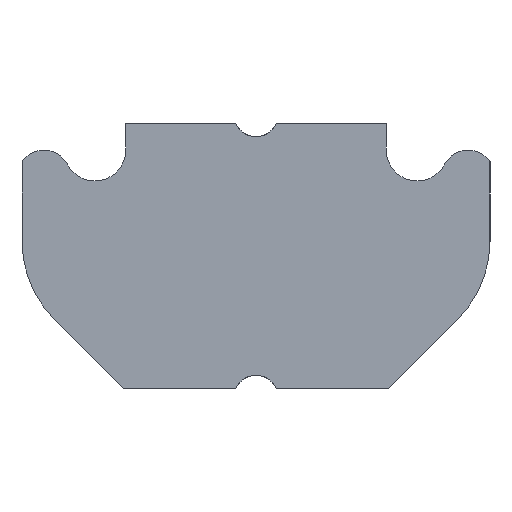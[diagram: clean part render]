
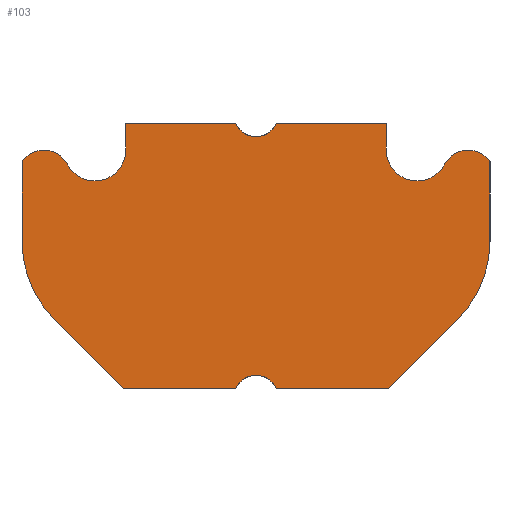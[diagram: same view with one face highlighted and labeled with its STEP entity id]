
A CAD part, left-side view. The second image highlights one B-rep face of the part: STEP entity #103.
In plain terms, the highlighted planar face has unit normal (-1, 0, 0).
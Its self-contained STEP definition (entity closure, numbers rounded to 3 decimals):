
#103 = ADVANCED_FACE( '', ( #202 ), #203, .T. );
#202 = FACE_OUTER_BOUND( '', #292, .T. );
#203 = PLANE( '', #293 );
#292 = EDGE_LOOP( '', ( #543, #544, #545, #546, #547, #548, #549, #550, #551, #552, #553, #554, #555, #556, #557, #558, #559, #560, #561 ) );
#293 = AXIS2_PLACEMENT_3D( '', #562, #563, #564 );
#543 = ORIENTED_EDGE( '', *, *, #634, .T. );
#544 = ORIENTED_EDGE( '', *, *, #660, .T. );
#545 = ORIENTED_EDGE( '', *, *, #601, .T. );
#546 = ORIENTED_EDGE( '', *, *, #590, .T. );
#547 = ORIENTED_EDGE( '', *, *, #569, .F. );
#548 = ORIENTED_EDGE( '', *, *, #577, .T. );
#549 = ORIENTED_EDGE( '', *, *, #667, .T. );
#550 = ORIENTED_EDGE( '', *, *, #611, .T. );
#551 = ORIENTED_EDGE( '', *, *, #615, .T. );
#552 = ORIENTED_EDGE( '', *, *, #606, .T. );
#553 = ORIENTED_EDGE( '', *, *, #662, .T. );
#554 = ORIENTED_EDGE( '', *, *, #582, .F. );
#555 = ORIENTED_EDGE( '', *, *, #648, .T. );
#556 = ORIENTED_EDGE( '', *, *, #671, .T. );
#557 = ORIENTED_EDGE( '', *, *, #658, .F. );
#558 = ORIENTED_EDGE( '', *, *, #669, .T. );
#559 = ORIENTED_EDGE( '', *, *, #586, .T. );
#560 = ORIENTED_EDGE( '', *, *, #638, .F. );
#561 = ORIENTED_EDGE( '', *, *, #654, .F. );
#562 = CARTESIAN_POINT( '', ( 0., -5.3, 3. ) );
#563 = DIRECTION( '', ( -1., 0., 0. ) );
#564 = DIRECTION( '', ( 0., -1., 0. ) );
#569 = EDGE_CURVE( '', #679, #674, #681, .T. );
#577 = EDGE_CURVE( '', #679, #693, #695, .T. );
#582 = EDGE_CURVE( '', #702, #698, #704, .T. );
#586 = EDGE_CURVE( '', #711, #709, #712, .T. );
#590 = EDGE_CURVE( '', #717, #674, #718, .T. );
#601 = EDGE_CURVE( '', #734, #717, #735, .T. );
#606 = EDGE_CURVE( '', #743, #741, #744, .T. );
#611 = EDGE_CURVE( '', #752, #750, #753, .T. );
#615 = EDGE_CURVE( '', #750, #743, #757, .T. );
#634 = EDGE_CURVE( '', #787, #785, #788, .T. );
#638 = EDGE_CURVE( '', #791, #709, #793, .T. );
#648 = EDGE_CURVE( '', #702, #804, #806, .T. );
#654 = EDGE_CURVE( '', #787, #791, #814, .T. );
#658 = EDGE_CURVE( '', #818, #816, #820, .T. );
#660 = EDGE_CURVE( '', #785, #734, #822, .T. );
#662 = EDGE_CURVE( '', #741, #698, #824, .T. );
#667 = EDGE_CURVE( '', #693, #752, #829, .T. );
#669 = EDGE_CURVE( '', #818, #711, #831, .T. );
#671 = EDGE_CURVE( '', #804, #816, #833, .T. );
#674 = VERTEX_POINT( '', #836 );
#679 = VERTEX_POINT( '', #851 );
#681 = CIRCLE( '', #854, 0.5 );
#693 = VERTEX_POINT( '', #869 );
#695 = LINE( '', #872, #873 );
#698 = VERTEX_POINT( '', #876 );
#702 = VERTEX_POINT( '', #881 );
#704 = CIRCLE( '', #884, 0.7 );
#709 = VERTEX_POINT( '', #890 );
#711 = VERTEX_POINT( '', #893 );
#712 = LINE( '', #894, #895 );
#717 = VERTEX_POINT( '', #901 );
#718 = LINE( '', #902, #903 );
#734 = VERTEX_POINT( '', #933 );
#735 = LINE( '', #934, #935 );
#741 = VERTEX_POINT( '', #943 );
#743 = VERTEX_POINT( '', #946 );
#744 = LINE( '', #947, #948 );
#750 = VERTEX_POINT( '', #955 );
#752 = VERTEX_POINT( '', #958 );
#753 = CIRCLE( '', #959, 2.5 );
#757 = LINE( '', #965, #966 );
#785 = VERTEX_POINT( '', #1019 );
#787 = VERTEX_POINT( '', #1022 );
#788 = LINE( '', #1023, #1024 );
#791 = VERTEX_POINT( '', #1028 );
#793 = CIRCLE( '', #1031, 0.7 );
#804 = VERTEX_POINT( '', #1069 );
#806 = LINE( '', #1072, #1073 );
#814 = CIRCLE( '', #1090, 0.6 );
#816 = VERTEX_POINT( '', #1092 );
#818 = VERTEX_POINT( '', #1095 );
#820 = CIRCLE( '', #1098, 0.5 );
#822 = CIRCLE( '', #1100, 2.5 );
#824 = CIRCLE( '', #1102, 0.6 );
#829 = LINE( '', #1109, #1110 );
#831 = LINE( '', #1112, #1113 );
#833 = LINE( '', #1115, #1116 );
#836 = CARTESIAN_POINT( '', ( 0., 0.458, -3. ) );
#851 = CARTESIAN_POINT( '', ( 0., -0.458, -3. ) );
#854 = AXIS2_PLACEMENT_3D( '', #1120, #1121, #1122 );
#869 = CARTESIAN_POINT( '', ( 0., -3., -3. ) );
#872 = CARTESIAN_POINT( '', ( 0., 5.3, -3. ) );
#873 = VECTOR( '', #1133, 1000. );
#876 = CARTESIAN_POINT( '', ( 0., -4.289, 2.115 ) );
#881 = CARTESIAN_POINT( '', ( 0., -2.95, 2.4 ) );
#884 = AXIS2_PLACEMENT_3D( '', #1139, #1140, #1141 );
#890 = CARTESIAN_POINT( '', ( 0., 2.95, 2.4 ) );
#893 = CARTESIAN_POINT( '', ( 0., 2.95, 3. ) );
#894 = CARTESIAN_POINT( '', ( 0., 2.95, 2.4 ) );
#895 = VECTOR( '', #1144, 1000. );
#901 = CARTESIAN_POINT( '', ( 0., 3., -3. ) );
#902 = CARTESIAN_POINT( '', ( 0., 5.3, -3. ) );
#903 = VECTOR( '', #1149, 1000. );
#933 = CARTESIAN_POINT( '', ( 0., 4.568, -1.432 ) );
#934 = CARTESIAN_POINT( '', ( 0., 1.85, -4.15 ) );
#935 = VECTOR( '', #1161, 1000. );
#943 = CARTESIAN_POINT( '', ( 0., -5.3, 2.132 ) );
#946 = CARTESIAN_POINT( '', ( 0., -5.3, 2.132 ) );
#947 = CARTESIAN_POINT( '', ( 0., -5.3, 2.132 ) );
#948 = VECTOR( '', #1165, 1000. );
#955 = CARTESIAN_POINT( '', ( 0., -5.3, 0.336 ) );
#958 = CARTESIAN_POINT( '', ( 0., -4.568, -1.432 ) );
#959 = AXIS2_PLACEMENT_3D( '', #1171, #1172, #1173 );
#965 = CARTESIAN_POINT( '', ( 0., -5.3, -3. ) );
#966 = VECTOR( '', #1176, 1000. );
#1019 = CARTESIAN_POINT( '', ( 0., 5.3, 0.336 ) );
#1022 = CARTESIAN_POINT( '', ( 0., 5.3, 2.132 ) );
#1023 = CARTESIAN_POINT( '', ( 0., 5.3, 3. ) );
#1024 = VECTOR( '', #1200, 1000. );
#1028 = CARTESIAN_POINT( '', ( 0., 4.289, 2.115 ) );
#1031 = AXIS2_PLACEMENT_3D( '', #1203, #1204, #1205 );
#1069 = CARTESIAN_POINT( '', ( 0., -2.95, 3. ) );
#1072 = CARTESIAN_POINT( '', ( 0., -2.95, 4.001 ) );
#1073 = VECTOR( '', #1213, 1000. );
#1090 = AXIS2_PLACEMENT_3D( '', #1220, #1221, #1222 );
#1092 = CARTESIAN_POINT( '', ( 0., -0.458, 3. ) );
#1095 = CARTESIAN_POINT( '', ( 0., 0.458, 3. ) );
#1098 = AXIS2_PLACEMENT_3D( '', #1225, #1226, #1227 );
#1100 = AXIS2_PLACEMENT_3D( '', #1228, #1229, #1230 );
#1102 = AXIS2_PLACEMENT_3D( '', #1231, #1232, #1233 );
#1109 = CARTESIAN_POINT( '', ( 0., -3., -3. ) );
#1110 = VECTOR( '', #1236, 1000. );
#1112 = CARTESIAN_POINT( '', ( 0., -5.3, 3. ) );
#1113 = VECTOR( '', #1237, 1000. );
#1115 = CARTESIAN_POINT( '', ( 0., -5.3, 3. ) );
#1116 = VECTOR( '', #1238, 1000. );
#1120 = CARTESIAN_POINT( '', ( 0., 0., -3.2 ) );
#1121 = DIRECTION( '', ( -1., 0., 0. ) );
#1122 = DIRECTION( '', ( 0., -1., 0. ) );
#1133 = DIRECTION( '', ( 0., -1., 0. ) );
#1139 = CARTESIAN_POINT( '', ( 0., -3.65, 2.4 ) );
#1140 = DIRECTION( '', ( -1., 0., 0. ) );
#1141 = DIRECTION( '', ( 0., -1., 0. ) );
#1144 = DIRECTION( '', ( 0., 0., -1. ) );
#1149 = DIRECTION( '', ( 0., -1., 0. ) );
#1161 = DIRECTION( '', ( 0., -0.707, -0.707 ) );
#1165 = DIRECTION( '', ( 0., 0.569, -0.822 ) );
#1171 = CARTESIAN_POINT( '', ( 0., -2.8, 0.336 ) );
#1172 = DIRECTION( '', ( -1., 0., 0. ) );
#1173 = DIRECTION( '', ( 0., -1., 0. ) );
#1176 = DIRECTION( '', ( 0., 0., 1. ) );
#1200 = DIRECTION( '', ( 0., 0., -1. ) );
#1203 = CARTESIAN_POINT( '', ( 0., 3.65, 2.4 ) );
#1204 = DIRECTION( '', ( -1., 0., 0. ) );
#1205 = DIRECTION( '', ( 0., -1., 0. ) );
#1213 = DIRECTION( '', ( 0., 0., 1. ) );
#1220 = CARTESIAN_POINT( '', ( 0., 4.8, 1.8 ) );
#1221 = DIRECTION( '', ( 1., 0., 0. ) );
#1222 = DIRECTION( '', ( 0., -1., 0. ) );
#1225 = CARTESIAN_POINT( '', ( 0., 0., 3.2 ) );
#1226 = DIRECTION( '', ( -1., 0., 0. ) );
#1227 = DIRECTION( '', ( 0., -1., 0. ) );
#1228 = CARTESIAN_POINT( '', ( 0., 2.8, 0.336 ) );
#1229 = DIRECTION( '', ( -1., 0., 0. ) );
#1230 = DIRECTION( '', ( 0., -1., 0. ) );
#1231 = CARTESIAN_POINT( '', ( 0., -4.8, 1.8 ) );
#1232 = DIRECTION( '', ( -1., 0., 0. ) );
#1233 = DIRECTION( '', ( 0., -1., 0. ) );
#1236 = DIRECTION( '', ( 0., -0.707, 0.707 ) );
#1237 = DIRECTION( '', ( 0., 1., 0. ) );
#1238 = DIRECTION( '', ( 0., 1., 0. ) );
